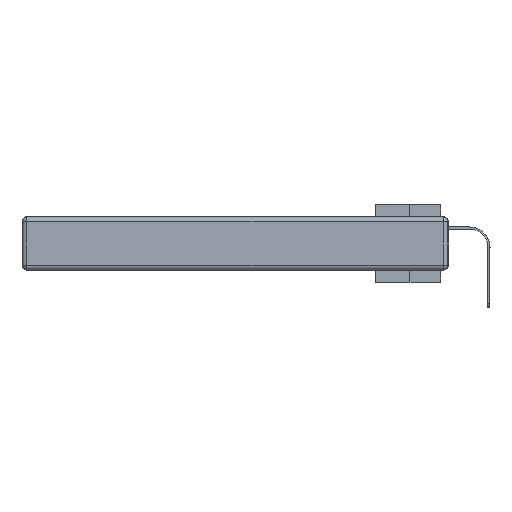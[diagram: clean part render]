
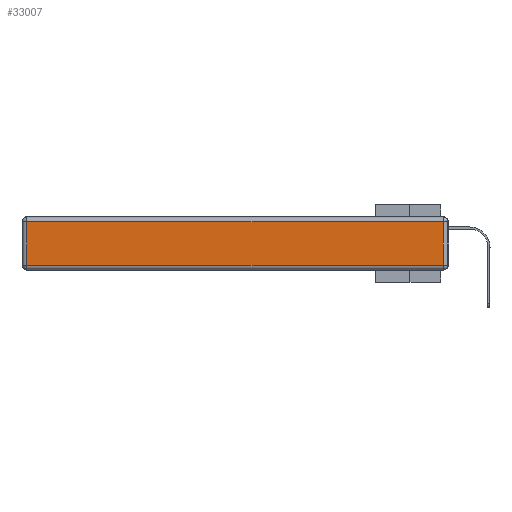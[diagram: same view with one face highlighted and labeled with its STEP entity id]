
A CAD part, left-side view. The second image highlights one B-rep face of the part: STEP entity #33007.
In plain terms, the highlighted planar face has unit normal (-1, 0, 0).
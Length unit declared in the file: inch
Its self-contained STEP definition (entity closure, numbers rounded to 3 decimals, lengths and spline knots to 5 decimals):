
#1274 = VECTOR ( 'NONE', #27302, 39.37008 ) ;
#1954 = CARTESIAN_POINT ( 'NONE',  ( 0., 0., -0.343 ) ) ;
#2024 = AXIS2_PLACEMENT_3D ( 'NONE', #1954, #19205, #13639 ) ;
#4214 = ORIENTED_EDGE ( 'NONE', *, *, #33682, .T. ) ;
#5462 = CARTESIAN_POINT ( 'NONE',  ( 0., 2.75, -0.03 ) ) ;
#5827 = LINE ( 'NONE', #18762, #28364 ) ;
#8118 = VERTEX_POINT ( 'NONE', #14108 ) ;
#10364 = DIRECTION ( 'NONE',  ( 0., 1., 0. ) ) ;
#10667 = FACE_OUTER_BOUND ( 'NONE', #19936, .T. ) ;
#12134 = EDGE_CURVE ( 'NONE', #30079, #8118, #16327, .T. ) ;
#12594 = VECTOR ( 'NONE', #25446, 39.37008 ) ;
#13292 = ORIENTED_EDGE ( 'NONE', *, *, #12134, .T. ) ;
#13639 = DIRECTION ( 'NONE',  ( 0., 0., 1. ) ) ;
#14108 = CARTESIAN_POINT ( 'NONE',  ( 0., 2.72, -0.313 ) ) ;
#14147 = CARTESIAN_POINT ( 'NONE',  ( 0., 2.72, -0.03 ) ) ;
#14932 = VECTOR ( 'NONE', #10364, 39.37008 ) ;
#15950 = LINE ( 'NONE', #5462, #14932 ) ;
#16327 = LINE ( 'NONE', #21723, #1274 ) ;
#16521 = EDGE_CURVE ( 'NONE', #8118, #20674, #22657, .T. ) ;
#17448 = ORIENTED_EDGE ( 'NONE', *, *, #16521, .T. ) ;
#18762 = CARTESIAN_POINT ( 'NONE',  ( 0., 0.03, -0.343 ) ) ;
#19205 = DIRECTION ( 'NONE',  ( -1., 0., 0. ) ) ;
#19215 = VERTEX_POINT ( 'NONE', #24853 ) ;
#19936 = EDGE_LOOP ( 'NONE', ( #17448, #32311, #4214, #13292 ) ) ;
#20674 = VERTEX_POINT ( 'NONE', #23095 ) ;
#21291 = PLANE ( 'NONE',  #2024 ) ;
#21723 = CARTESIAN_POINT ( 'NONE',  ( 0., 2.72, -0.343 ) ) ;
#22657 = LINE ( 'NONE', #25960, #12594 ) ;
#23095 = CARTESIAN_POINT ( 'NONE',  ( 0., 0.03, -0.313 ) ) ;
#24663 = DIRECTION ( 'NONE',  ( 0., 0., 1. ) ) ;
#24853 = CARTESIAN_POINT ( 'NONE',  ( 0., 0.03, -0.03 ) ) ;
#25446 = DIRECTION ( 'NONE',  ( 0., -1., 0. ) ) ;
#25960 = CARTESIAN_POINT ( 'NONE',  ( 0., 0., -0.313 ) ) ;
#27302 = DIRECTION ( 'NONE',  ( 0., 0., -1. ) ) ;
#27533 = EDGE_CURVE ( 'NONE', #20674, #19215, #5827, .T. ) ;
#28364 = VECTOR ( 'NONE', #24663, 39.37008 ) ;
#30079 = VERTEX_POINT ( 'NONE', #14147 ) ;
#32311 = ORIENTED_EDGE ( 'NONE', *, *, #27533, .T. ) ;
#33007 = ADVANCED_FACE ( 'NONE', ( #10667 ), #21291, .T. ) ;
#33682 = EDGE_CURVE ( 'NONE', #19215, #30079, #15950, .T. ) ;
